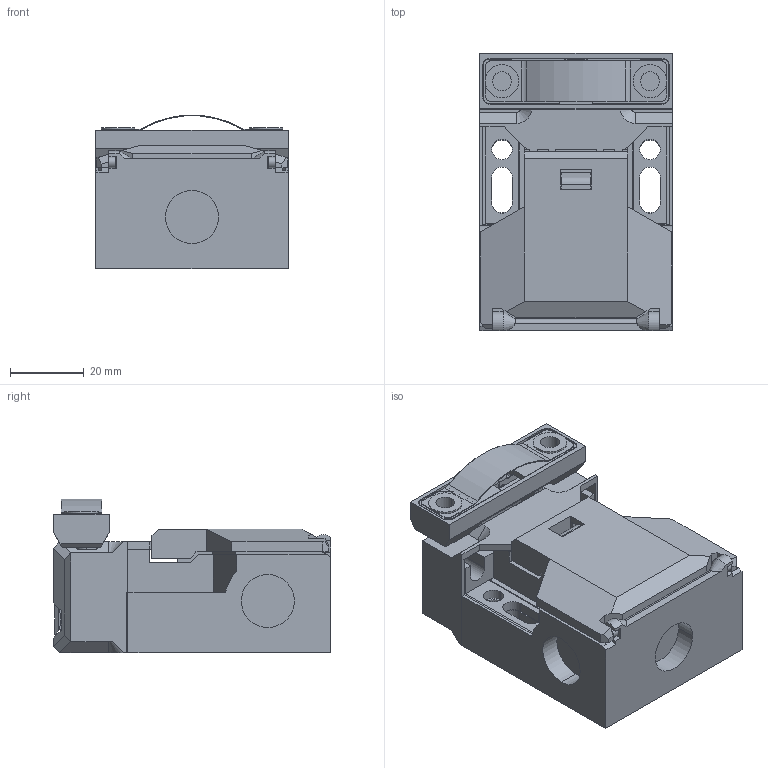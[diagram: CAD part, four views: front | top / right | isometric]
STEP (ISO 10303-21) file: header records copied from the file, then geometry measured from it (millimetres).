
FILE_DESCRIPTION((''),'2;1');
FILE_NAME('192589_ASM','2016-01-27T',('pdmadmin'),(''),'PRO/ENGINEER BY PARAMETRIC TECHNOLOGY CORPORATION, 2013230','PRO/ENGINEER BY PARAMETRIC TECHNOLOGY CORPORATION, 2013230','');
FILE_SCHEMA(('CONFIG_CONTROL_DESIGN'));
Length unit declared in the file: millimetre
Products named in the file (12): SI-QS75_INTERLOCK_PART_1; SI-QS75_INTERLOCK_PART_2; SI-QS75_INTERLOCK_PART_3; SI-QS75_INTERLOCK_PART_4; SI-QS75_INTERLOCK_ASM; 47896---SI-QS-SSA-4_PART_1; 47896---SI-QS-SSA-4_PART_2; 47896---SI-QS-SSA-4_PART_3; 47896---SI-QS-SSA-4_PART_4; 47896---SI-QS-SSA-4_ASM; 46700---SI-QS75MC_ASM; 192589_ASM
Assembly tree (12 placements, depth 4):
  192589_ASM
    46700---SI-QS75MC_ASM
      SI-QS75_INTERLOCK_ASM
        SI-QS75_INTERLOCK_PART_1
        SI-QS75_INTERLOCK_PART_2
        SI-QS75_INTERLOCK_PART_3
        SI-QS75_INTERLOCK_PART_4
      47896---SI-QS-SSA-4_ASM
        47896---SI-QS-SSA-4_PART_1
        47896---SI-QS-SSA-4_PART_2
        47896---SI-QS-SSA-4_PART_3
        47896---SI-QS-SSA-4_PART_4  x2
Bounding box: 52 x 75 x 41.52 mm (x, y, z)
Volume: 87382.3 mm3; surface area: 40840.5 mm2
Topology: 9 solids, 9 shells, 784 faces, 2170 edges, 1402 vertices
Faces by surface type: plane 590, cylinder 158, cone 18, sphere 8, bspline 6, torus 4
Entity records: 25010 total; most frequent: CARTESIAN_POINT 4709, ORIENTED_EDGE 4276, DIRECTION 4056, EDGE_CURVE 2138, VECTOR 1734, LINE 1734, VERTEX_POINT 1384, AXIS2_PLACEMENT_3D 1161
